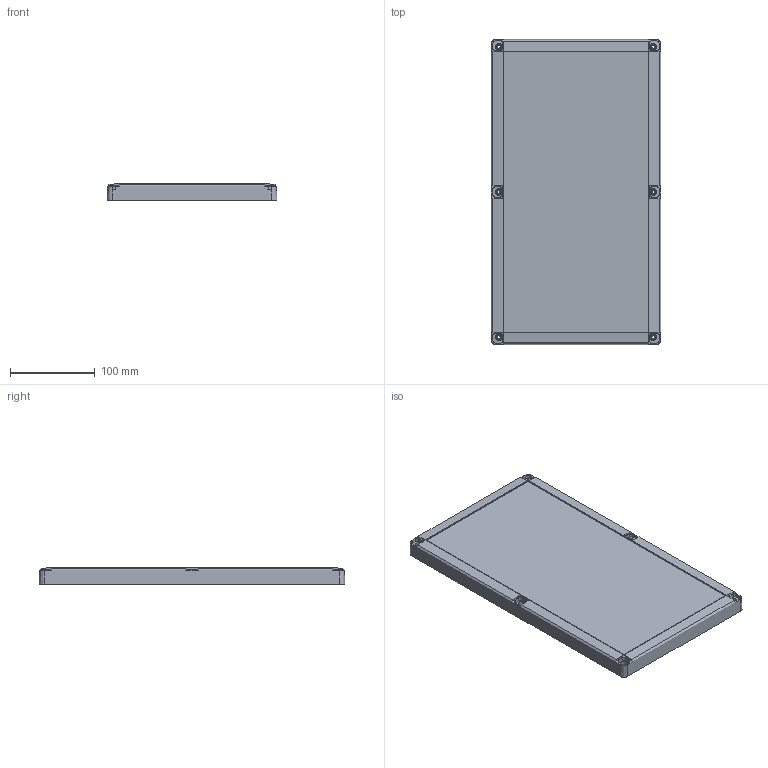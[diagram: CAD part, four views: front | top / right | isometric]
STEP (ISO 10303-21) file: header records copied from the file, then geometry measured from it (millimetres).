
FILE_DESCRIPTION (( 'STEP AP214' ), '1' );
FILE_NAME ('FIBOX_EU3_203602C.STEP', '2015-10-14T09:51:28', ( '' ), ( '' ), 'SwSTEP 2.0', 'SolidWorks 2014', '' );
FILE_SCHEMA (( 'AUTOMOTIVE_DESIGN' ));
Length unit declared in the file: millimetre
Products named in the file (1): FIBOX_EU3_203602C
Bounding box: 200.2 x 360.2 x 20 mm (x, y, z)
Volume: 360069.9 mm3; surface area: 184000.6 mm2
Topology: 1 solids, 1 shells, 203 faces, 545 edges, 362 vertices
Faces by surface type: plane 104, cone 59, cylinder 36, bspline 4
Entity records: 6720 total; most frequent: CARTESIAN_POINT 1783, ORIENTED_EDGE 1090, DIRECTION 903, EDGE_CURVE 545, VERTEX_POINT 362, LINE 331, VECTOR 331, AXIS2_PLACEMENT_3D 286
